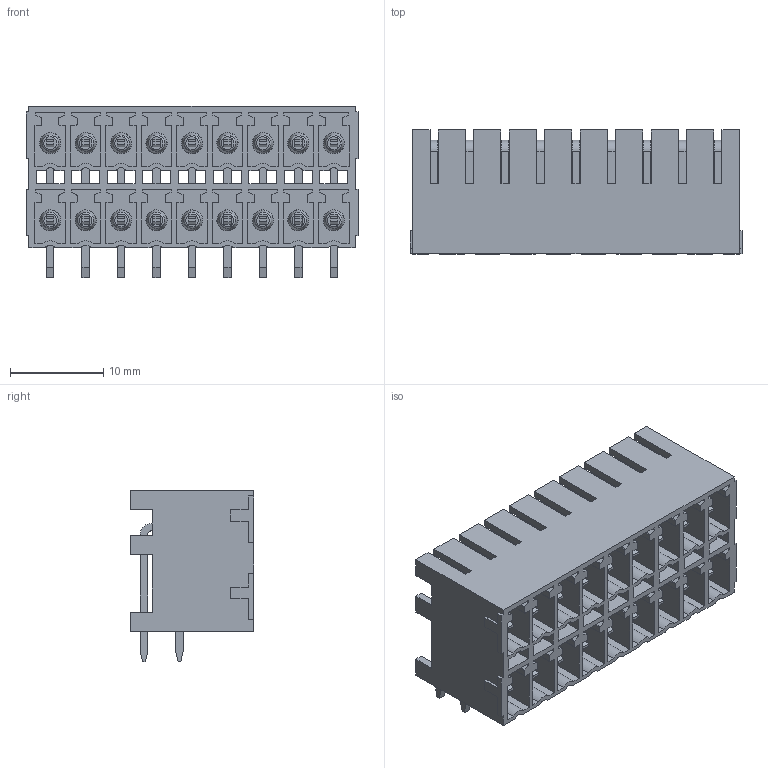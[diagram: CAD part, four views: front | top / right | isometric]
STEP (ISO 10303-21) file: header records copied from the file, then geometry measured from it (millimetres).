
FILE_DESCRIPTION(('CATIA V5 STEP Exchange','CAx-IF Rec.Pracs.--- Model Styling and Organization---1.2---2011-12-15'),'2;1');
FILE_NAME ('D1447465_0_1039030000_1039030000.stp','2018-10-05T02:59:16+00:00',('none'),('Weidmueller'),'CATIA Version 5-6 Release 2014','CATIA V5 STEP AP214','none');
FILE_SCHEMA(('AUTOMOTIVE_DESIGN { 1 0 10303 214 1 1 1 1 }'));
Length unit declared in the file: millimetre
Products named in the file (1): 1039030000
Bounding box: 35.68 x 13.3 x 18.4 mm (x, y, z)
Volume: 2635 mm3; surface area: 8134.8 mm2
Topology: 19 solids, 19 shells, 1261 faces, 3516 edges, 2320 vertices
Faces by surface type: plane 1018, cylinder 135, torus 72, cone 36
Entity records: 35603 total; most frequent: ORIENTED_EDGE 7032, CARTESIAN_POINT 6426, DIRECTION 4379, EDGE_CURVE 3516, VECTOR 3030, LINE 3030, VERTEX_POINT 2320, EDGE_LOOP 1342
